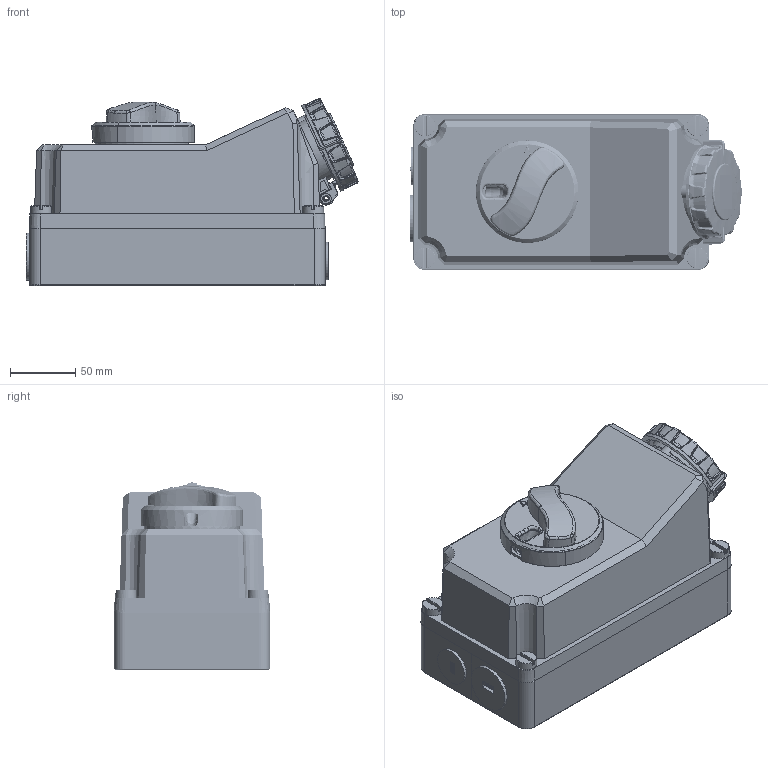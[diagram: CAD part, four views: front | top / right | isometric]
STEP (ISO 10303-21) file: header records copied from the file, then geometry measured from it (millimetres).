
FILE_DESCRIPTION(/* description */ (''),/* implementation_level */ '2;1');
FILE_NAME(/* name */ 'UKS-I136-6.stp',/* time_stamp */ '2025-11-21T18:13:34+08:00',/* author */ (''),/* organization */ (''),/* preprocessor_version */ 'ST-DEVELOPER v16.7',/* originating_system */ 'SIEMENS PLM Software NX 1847',/* authorisation */ '');
FILE_SCHEMA (('AUTOMOTIVE_DESIGN { 1 0 10303 214 3 1 1 1 }'));
Products named in the file (14): jxlS 316旋盖; jxlsA 316密封圈; jxlsA 316翻盖; JxlsA 手柄; JXLSA 16 32A螺栓; 316上盖; JXLSA M32一字螺; JXLSA M25一字螺; 空心铆钉; ST4.2X12.5借连接器32A; JXLSA 16 32A底座-G2; JSLSA 316翻盖组合; JXLSA 316 上盖组件 -外发; 机械连锁A 316 IP67 -外发
Assembly tree (19 placements, depth 3):
  机械连锁A 316 IP67 -外发
    JXLSA 16 32A底座-G2
    ST4.2X12.5借连接器32A  x2
    JXLSA 316 上盖组件 -外发
      316上盖
      JXLSA 16 32A螺栓  x4
      JxlsA 手柄
    JSLSA 316翻盖组合
      jxlsA 316翻盖
      jxlsA 316密封圈
      jxlS 316旋盖
    空心铆钉
    JXLSA M25一字螺  x3
    JXLSA M32一字螺
Bounding box: 253.7 x 119.03 x 142.93 mm (x, y, z)
Volume: 530984.9 mm3; surface area: 362204.5 mm2
Topology: 17 solids, 20 shells, 3356 faces, 8846 edges, 5649 vertices
Faces by surface type: cylinder 965, plane 951, bspline 687, torus 312, extrusion 312, cone 90, sphere 37, revolution 2
Full cylindrical faces by diameter (mm): 11.5 x2
Entity records: 149662 total; most frequent: CARTESIAN_POINT 89458, ORIENTED_EDGE 14026, DIRECTION 10383, EDGE_CURVE 7013, VERTEX_POINT 4452, AXIS2_PLACEMENT_3D 3886, EDGE_LOOP 2861, ADVANCED_FACE 2702
